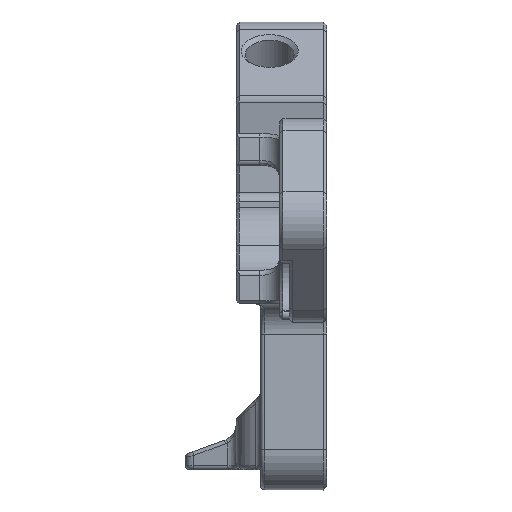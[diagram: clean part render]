
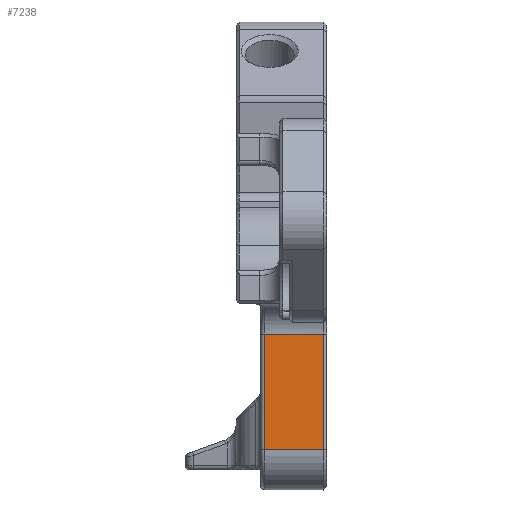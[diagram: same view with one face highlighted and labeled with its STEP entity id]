
A CAD part, left-side view. The second image highlights one B-rep face of the part: STEP entity #7238.
In plain terms, the highlighted planar face has unit normal (-1, 0, 0).
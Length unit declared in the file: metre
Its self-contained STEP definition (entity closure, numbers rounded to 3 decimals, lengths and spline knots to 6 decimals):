
#301=PLANE('',#7932);
#2333=ORIENTED_EDGE('',*,*,#3676,.T.);
#2334=ORIENTED_EDGE('',*,*,#3832,.T.);
#2335=ORIENTED_EDGE('',*,*,#3833,.F.);
#2336=ORIENTED_EDGE('',*,*,#3834,.T.);
#3676=EDGE_CURVE('',#4533,#4532,#4931,.F.);
#3832=EDGE_CURVE('',#4532,#4617,#5002,.F.);
#3833=EDGE_CURVE('',#4618,#4617,#5003,.T.);
#3834=EDGE_CURVE('',#4618,#4533,#5004,.T.);
#4532=VERTEX_POINT('',#13718);
#4533=VERTEX_POINT('',#13722);
#4617=VERTEX_POINT('',#14461);
#4618=VERTEX_POINT('',#14465);
#4931=LINE('',#13723,#5375);
#5002=LINE('',#14462,#5446);
#5003=LINE('',#14464,#5447);
#5004=LINE('',#14466,#5448);
#5375=VECTOR('',#9162,1.);
#5446=VECTOR('',#9479,1.);
#5447=VECTOR('',#9482,1.);
#5448=VECTOR('',#9483,1.);
#5957=EDGE_LOOP('',(#2333,#2334,#2335,#2336));
#6576=FACE_BOUND('',#5957,.T.);
#7238=ADVANCED_FACE('',(#6576),#301,.T.);
#7932=AXIS2_PLACEMENT_3D('',#14463,#9480,#9481);
#9162=DIRECTION('',(0.,0.,1.));
#9479=DIRECTION('',(0.,1.,0.));
#9480=DIRECTION('',(-1.,0.,0.));
#9481=DIRECTION('',(0.,0.,1.));
#9482=DIRECTION('',(0.,0.,-1.));
#9483=DIRECTION('',(0.,1.,0.));
#13718=CARTESIAN_POINT('',(-0.015611,0.0061,0.0037));
#13722=CARTESIAN_POINT('',(-0.015611,0.0061,0.015025));
#13723=CARTESIAN_POINT('',(-0.015611,0.0061,-0.0003));
#14461=CARTESIAN_POINT('',(-0.015611,0.0003,0.0037));
#14462=CARTESIAN_POINT('',(-0.015611,0.,0.0037));
#14463=CARTESIAN_POINT('',(-0.015611,0.,-0.0003));
#14464=CARTESIAN_POINT('',(-0.015611,0.0003,0.015781));
#14465=CARTESIAN_POINT('',(-0.015611,0.0003,0.015025));
#14466=CARTESIAN_POINT('',(-0.015611,0.,0.015025));
